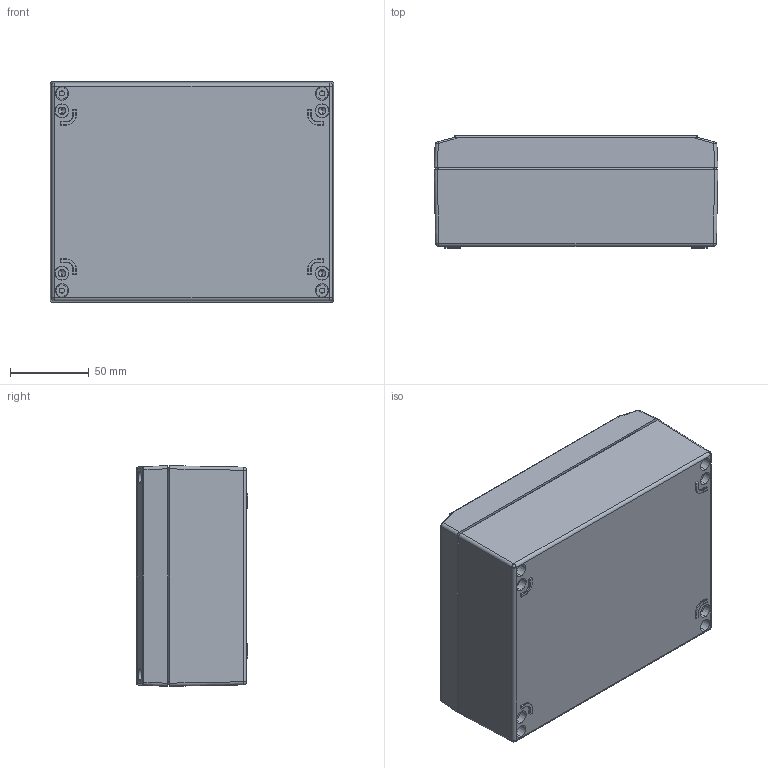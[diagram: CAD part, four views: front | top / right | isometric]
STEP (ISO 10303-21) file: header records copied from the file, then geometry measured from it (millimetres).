
FILE_DESCRIPTION (( 'STEP AP214' ), '1' );
FILE_NAME ('04141807.STEP', '2011-08-02T07:44:15', ( ' ' ), ( '' ), 'SwSTEP 2.0', 'SolidWorks 2010', '' );
FILE_SCHEMA (( 'AUTOMOTIVE_DESIGN' ));
Length unit declared in the file: millimetre
Products named in the file (5): 02166; 82003; 01166_M4 Gewinde Bearbeitung; 04141807; 93132
Assembly tree (7 placements, depth 2):
  04141807
    01166_M4 Gewinde Bearbeitung
    82003
    93132  x4
    02166
Bounding box: 180 x 71 x 140 mm (x, y, z)
Volume: 338316.9 mm3; surface area: 197082.8 mm2
Topology: 7 solids, 7 shells, 1027 faces, 2435 edges, 1430 vertices
Faces by surface type: cylinder 256, plane 255, bspline 216, cone 200, torus 80, sphere 20
Entity records: 32303 total; most frequent: CARTESIAN_POINT 11897, ORIENTED_EDGE 4378, DIRECTION 3987, EDGE_CURVE 2189, AXIS2_PLACEMENT_3D 1566, VERTEX_POINT 1304, EDGE_LOOP 1023, ADVANCED_FACE 946
